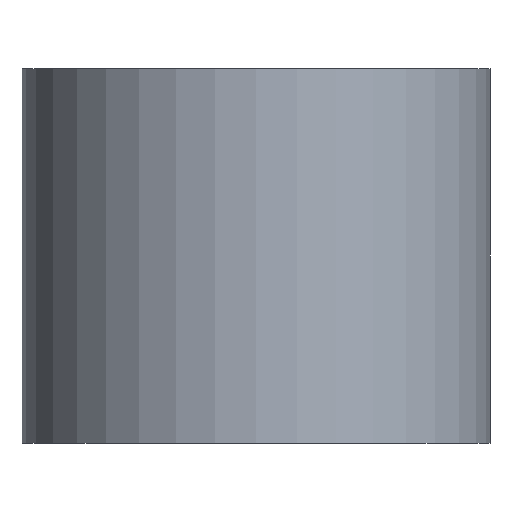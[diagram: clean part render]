
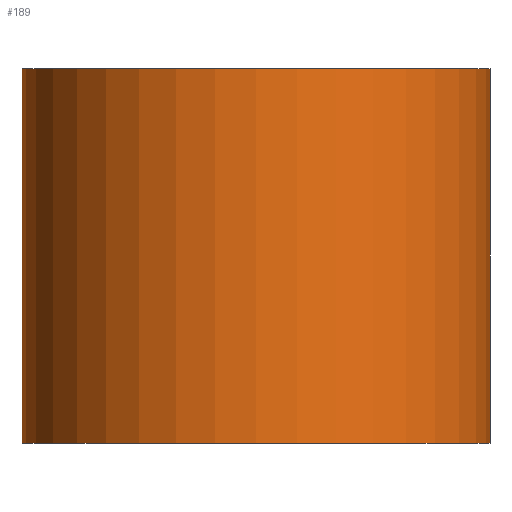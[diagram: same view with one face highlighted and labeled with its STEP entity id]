
A CAD part, front view. The second image highlights one B-rep face of the part: STEP entity #189.
In plain terms, the highlighted cylindrical face has radius 25 mm (diameter 50 mm), a full revolution.
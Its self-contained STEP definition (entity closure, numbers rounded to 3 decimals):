
#33=FACE_BOUND('',#80,.T.);
#53=FACE_OUTER_BOUND('',#79,.T.);
#79=EDGE_LOOP('',(#159));
#80=EDGE_LOOP('',(#160));
#101=CIRCLE('',#227,25.);
#102=CIRCLE('',#229,25.);
#117=VERTEX_POINT('',#340);
#118=VERTEX_POINT('',#343);
#133=EDGE_CURVE('',#117,#117,#101,.T.);
#134=EDGE_CURVE('',#118,#118,#102,.T.);
#159=ORIENTED_EDGE('',*,*,#133,.F.);
#160=ORIENTED_EDGE('',*,*,#134,.F.);
#174=CYLINDRICAL_SURFACE('',#228,25.);
#189=ADVANCED_FACE('',(#53,#33),#174,.T.);
#227=AXIS2_PLACEMENT_3D('',#341,#289,#290);
#228=AXIS2_PLACEMENT_3D('',#342,#291,#292);
#229=AXIS2_PLACEMENT_3D('',#344,#293,#294);
#289=DIRECTION('center_axis',(0.,0.,-1.));
#290=DIRECTION('ref_axis',(-1.,0.,0.));
#291=DIRECTION('center_axis',(0.,0.,1.));
#292=DIRECTION('ref_axis',(-1.,0.,0.));
#293=DIRECTION('center_axis',(0.,0.,1.));
#294=DIRECTION('ref_axis',(-1.,0.,0.));
#340=CARTESIAN_POINT('',(25.,0.,-20.));
#341=CARTESIAN_POINT('Origin',(0.,0.,-20.));
#342=CARTESIAN_POINT('Origin',(0.,0.,0.));
#343=CARTESIAN_POINT('',(25.,0.,20.));
#344=CARTESIAN_POINT('Origin',(0.,0.,20.));
